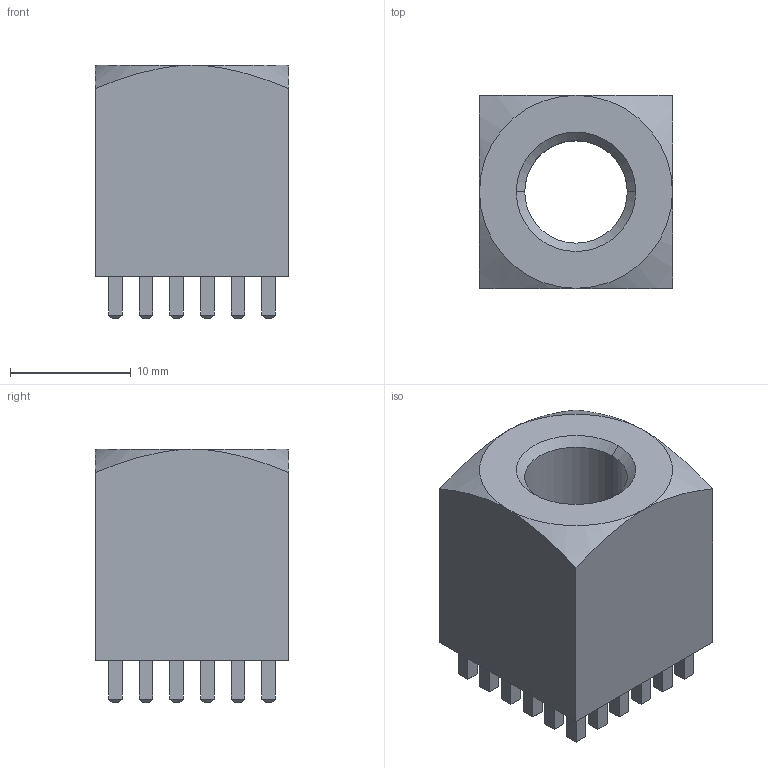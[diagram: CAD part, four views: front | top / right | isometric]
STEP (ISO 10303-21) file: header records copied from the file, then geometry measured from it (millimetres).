
FILE_DESCRIPTION (( 'STEP AP203' ), '1' );
FILE_NAME ('91060-A.STEP', '2013-12-17T15:55:37', ( 'Hajo' ), ( 'Microsoft' ), 'SwSTEP 2.0', 'SolidWorks 2011', '' );
FILE_SCHEMA (( 'CONFIG_CONTROL_DESIGN' ));
Length unit declared in the file: millimetre
Products named in the file (1): 91060-A
Bounding box: 16 x 16 x 21 mm (x, y, z)
Volume: 3534.2 mm3; surface area: 2237.8 mm2
Topology: 1 solids, 1 shells, 194 faces, 430 edges, 258 vertices
Faces by surface type: plane 186, cone 6, cylinder 2
Entity records: 5273 total; most frequent: CARTESIAN_POINT 955, ORIENTED_EDGE 860, DIRECTION 822, EDGE_CURVE 430, LINE 412, VECTOR 412, VERTEX_POINT 258, EDGE_LOOP 216
